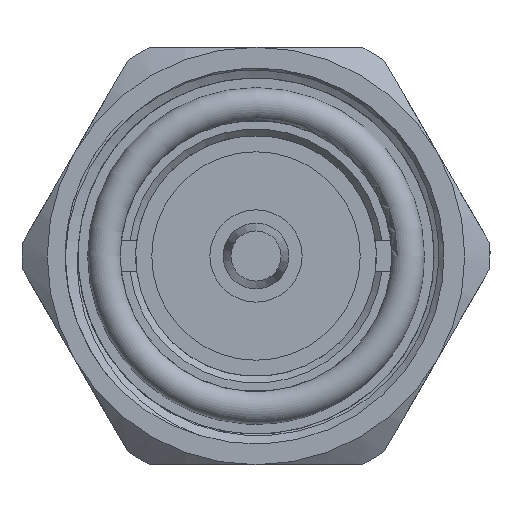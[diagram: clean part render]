
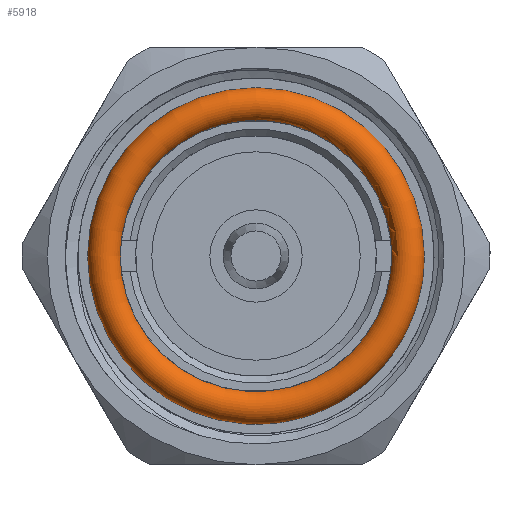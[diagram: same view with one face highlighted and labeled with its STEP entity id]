
A CAD part, left-side view. The second image highlights one B-rep face of the part: STEP entity #5918.
In plain terms, the highlighted toroidal (fillet/blend) face has major radius 11.533 mm and minor radius 1.27 mm.
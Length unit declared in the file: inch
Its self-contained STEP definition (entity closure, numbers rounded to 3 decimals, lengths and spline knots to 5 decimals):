
#380 = VERTEX_POINT ( 'NONE', #3185 ) ;
#513 = DIRECTION ( 'NONE',  ( 0., 0., 1. ) ) ;
#662 = CARTESIAN_POINT ( 'NONE',  ( 0.33831, 0., 0. ) ) ;
#759 = DIRECTION ( 'NONE',  ( 1., 0., 0. ) ) ;
#801 = CIRCLE ( 'NONE', #1574, 0.47034 ) ;
#919 = ORIENTED_EDGE ( 'NONE', *, *, #2469, .F. ) ;
#939 = VERTEX_POINT ( 'NONE', #2389 ) ;
#1330 = EDGE_CURVE ( 'NONE', #380, #380, #5698, .T. ) ;
#1425 = FACE_OUTER_BOUND ( 'NONE', #2237, .T. ) ;
#1574 = AXIS2_PLACEMENT_3D ( 'NONE', #2858, #4717, #513 ) ;
#2056 = AXIS2_PLACEMENT_3D ( 'NONE', #662, #759, #2549 ) ;
#2071 = AXIS2_PLACEMENT_3D ( 'NONE', #2831, #2452, #5763 ) ;
#2237 = EDGE_LOOP ( 'NONE', ( #2779 ) ) ;
#2389 = CARTESIAN_POINT ( 'NONE',  ( 0.39764, 0., 0.47034 ) ) ;
#2452 = DIRECTION ( 'NONE',  ( -1., 0., 0. ) ) ;
#2469 = EDGE_CURVE ( 'NONE', #939, #939, #801, .T. ) ;
#2549 = DIRECTION ( 'NONE',  ( 0., 1., 0. ) ) ;
#2779 = ORIENTED_EDGE ( 'NONE', *, *, #1330, .T. ) ;
#2831 = CARTESIAN_POINT ( 'NONE',  ( 0.35037, 0., 0. ) ) ;
#2858 = CARTESIAN_POINT ( 'NONE',  ( 0.39764, 0., 0. ) ) ;
#3185 = CARTESIAN_POINT ( 'NONE',  ( 0.33831, 0.40551, 0. ) ) ;
#3945 = TOROIDAL_SURFACE ( 'NONE', #2071, 0.45404, 0.05 ) ;
#4717 = DIRECTION ( 'NONE',  ( 1., 0., 0. ) ) ;
#5441 = EDGE_LOOP ( 'NONE', ( #919 ) ) ;
#5647 = FACE_OUTER_BOUND ( 'NONE', #5441, .T. ) ;
#5698 = CIRCLE ( 'NONE', #2056, 0.40551 ) ;
#5763 = DIRECTION ( 'NONE',  ( 0., -1., 0. ) ) ;
#5918 = ADVANCED_FACE ( 'NONE', ( #5647, #1425 ), #3945, .T. ) ;
